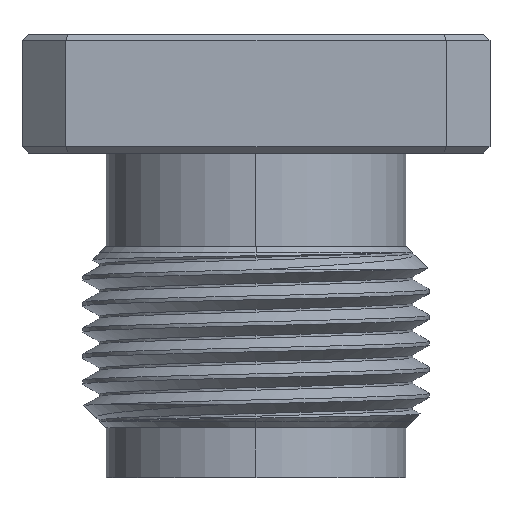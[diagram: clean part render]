
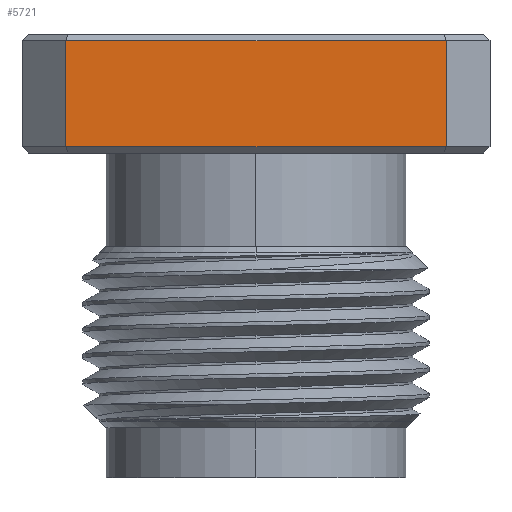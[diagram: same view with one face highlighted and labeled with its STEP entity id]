
A CAD part, left-side view. The second image highlights one B-rep face of the part: STEP entity #5721.
In plain terms, the highlighted planar face has unit normal (-1, 0, 0).
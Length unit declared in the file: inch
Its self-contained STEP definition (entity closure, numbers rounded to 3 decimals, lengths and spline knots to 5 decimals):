
#211 = ORIENTED_EDGE ( 'NONE', *, *, #498, .T. ) ;
#380 = DIRECTION ( 'NONE',  ( 0., 0., 1. ) ) ;
#498 = EDGE_CURVE ( 'NONE', #3137, #682, #1869, .T. ) ;
#646 = VECTOR ( 'NONE', #380, 39.37008 ) ;
#682 = VERTEX_POINT ( 'NONE', #4512 ) ;
#727 = VECTOR ( 'NONE', #2841, 39.37008 ) ;
#1237 = AXIS2_PLACEMENT_3D ( 'NONE', #5735, #3863, #2817 ) ;
#1251 = VECTOR ( 'NONE', #4811, 39.37008 ) ;
#1675 = LINE ( 'NONE', #4668, #4104 ) ;
#1748 = LINE ( 'NONE', #3960, #646 ) ;
#1869 = LINE ( 'NONE', #2365, #727 ) ;
#2260 = EDGE_LOOP ( 'NONE', ( #5738, #211, #5236, #4684 ) ) ;
#2289 = LINE ( 'NONE', #2824, #1251 ) ;
#2365 = CARTESIAN_POINT ( 'NONE',  ( -0.375, 0.375, 0.01 ) ) ;
#2400 = FACE_OUTER_BOUND ( 'NONE', #2260, .T. ) ;
#2417 = VERTEX_POINT ( 'NONE', #4432 ) ;
#2817 = DIRECTION ( 'NONE',  ( 0., 1., 0. ) ) ;
#2824 = CARTESIAN_POINT ( 'NONE',  ( -0.375, 0.305, 0.18 ) ) ;
#2841 = DIRECTION ( 'NONE',  ( 0., -1., 0. ) ) ;
#3137 = VERTEX_POINT ( 'NONE', #6187 ) ;
#3187 = EDGE_CURVE ( 'NONE', #2417, #3137, #1675, .T. ) ;
#3720 = DIRECTION ( 'NONE',  ( 0., 0., -1. ) ) ;
#3747 = VERTEX_POINT ( 'NONE', #3803 ) ;
#3803 = CARTESIAN_POINT ( 'NONE',  ( -0.375, -0.305, 0.18 ) ) ;
#3863 = DIRECTION ( 'NONE',  ( 1., 0., 0. ) ) ;
#3960 = CARTESIAN_POINT ( 'NONE',  ( -0.375, -0.305, 0.19 ) ) ;
#4063 = EDGE_CURVE ( 'NONE', #682, #3747, #1748, .T. ) ;
#4104 = VECTOR ( 'NONE', #3720, 39.37008 ) ;
#4432 = CARTESIAN_POINT ( 'NONE',  ( -0.375, 0.305, 0.18 ) ) ;
#4512 = CARTESIAN_POINT ( 'NONE',  ( -0.375, -0.305, 0.01 ) ) ;
#4668 = CARTESIAN_POINT ( 'NONE',  ( -0.375, 0.305, 0.19 ) ) ;
#4684 = ORIENTED_EDGE ( 'NONE', *, *, #5287, .T. ) ;
#4811 = DIRECTION ( 'NONE',  ( 0., 1., 0. ) ) ;
#5236 = ORIENTED_EDGE ( 'NONE', *, *, #4063, .T. ) ;
#5287 = EDGE_CURVE ( 'NONE', #3747, #2417, #2289, .T. ) ;
#5721 = ADVANCED_FACE ( 'NONE', ( #2400 ), #6304, .F. ) ;
#5735 = CARTESIAN_POINT ( 'NONE',  ( -0.375, 0.375, 0.19 ) ) ;
#5738 = ORIENTED_EDGE ( 'NONE', *, *, #3187, .T. ) ;
#6187 = CARTESIAN_POINT ( 'NONE',  ( -0.375, 0.305, 0.01 ) ) ;
#6304 = PLANE ( 'NONE',  #1237 ) ;
